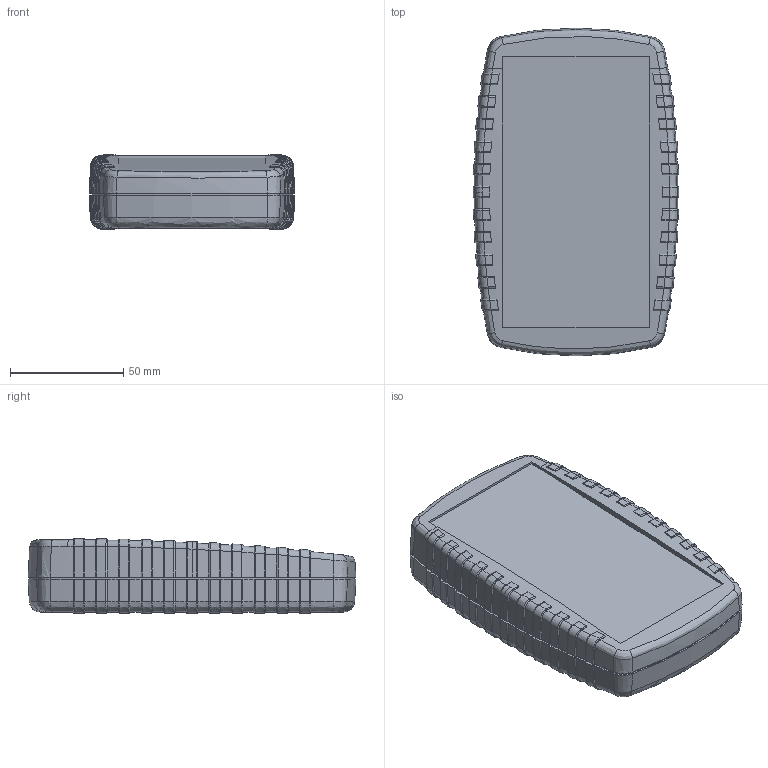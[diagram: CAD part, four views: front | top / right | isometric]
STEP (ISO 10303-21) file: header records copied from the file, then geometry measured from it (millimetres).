
FILE_DESCRIPTION (( 'STEP AP214' ), '1' );
FILE_NAME ('G500G;G500B.STEP', '2019-04-08T03:01:16', ( '' ), ( '' ), 'SwSTEP 2.0', 'SolidWorks 2014', '' );
FILE_SCHEMA (( 'AUTOMOTIVE_DESIGN' ));
Length unit declared in the file: millimetre
Products named in the file (1): G500G;G500B
Bounding box: 91 x 145 x 33 mm (x, y, z)
Volume: 86107.2 mm3; surface area: 75558 mm2
Topology: 2 solids, 2 shells, 851 faces, 2208 edges, 1372 vertices
Faces by surface type: bspline 308, cylinder 229, cone 175, plane 139
Entity records: 61975 total; most frequent: CARTESIAN_POINT 44198, ORIENTED_EDGE 4408, DIRECTION 2614, EDGE_CURVE 2204, VERTEX_POINT 1372, B_SPLINE_CURVE_WITH_KNOTS 1084, AXIS2_PLACEMENT_3D 1018, EDGE_LOOP 882
